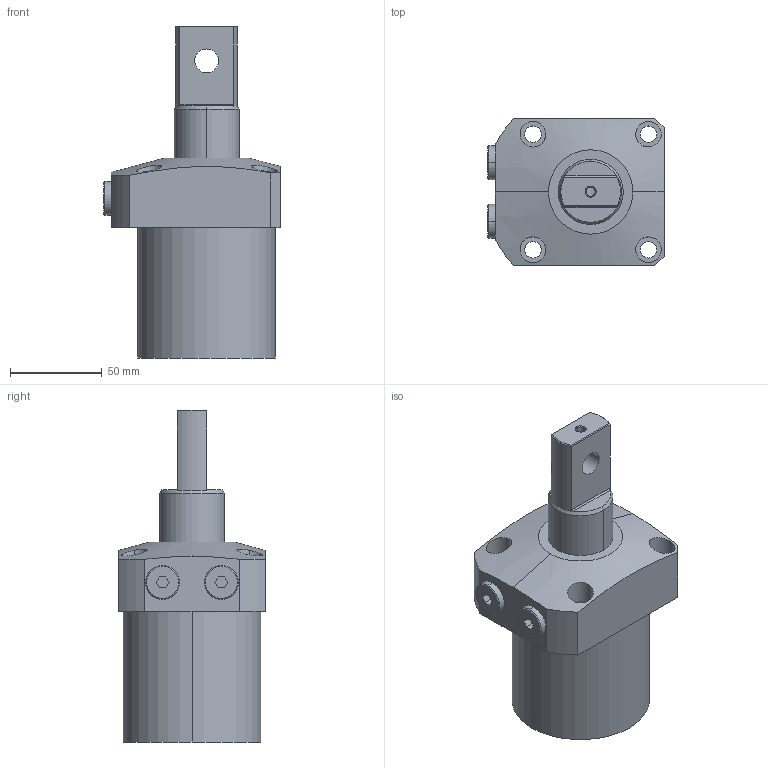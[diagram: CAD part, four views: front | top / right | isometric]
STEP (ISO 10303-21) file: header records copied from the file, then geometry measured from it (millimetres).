
FILE_DESCRIPTION (( 'STEP AP203' ), '1' );
FILE_NAME ('CHA-075Dx90G.STEP', '2019-12-07T00:26:23', ( '' ), ( '' ), 'SwSTEP 2.0', 'SolidWorks 2017', '' );
FILE_SCHEMA (( 'CONFIG_CONTROL_DESIGN' ));
Length unit declared in the file: millimetre
Products named in the file (4): CHA-075D(双臂）活塞杆_1; G1-4黑芛_1; CHA-075Dx90G; CHA-075掛极
Assembly tree (4 placements, depth 2):
  CHA-075Dx90G
    CHA-075掛极
    G1-4黑芛_1  x2
    CHA-075D(双臂）活塞杆_1
Bounding box: 96 x 80 x 181 mm (x, y, z)
Volume: 525862.2 mm3; surface area: 81581.4 mm2
Topology: 4 solids, 4 shells, 119 faces, 279 edges, 182 vertices
Faces by surface type: cylinder 56, plane 50, cone 13
Entity records: 3986 total; most frequent: CARTESIAN_POINT 1114, DIRECTION 525, ORIENTED_EDGE 490, EDGE_CURVE 245, AXIS2_PLACEMENT_3D 212, VERTEX_POINT 160, EDGE_LOOP 131, ADVANCED_FACE 103
